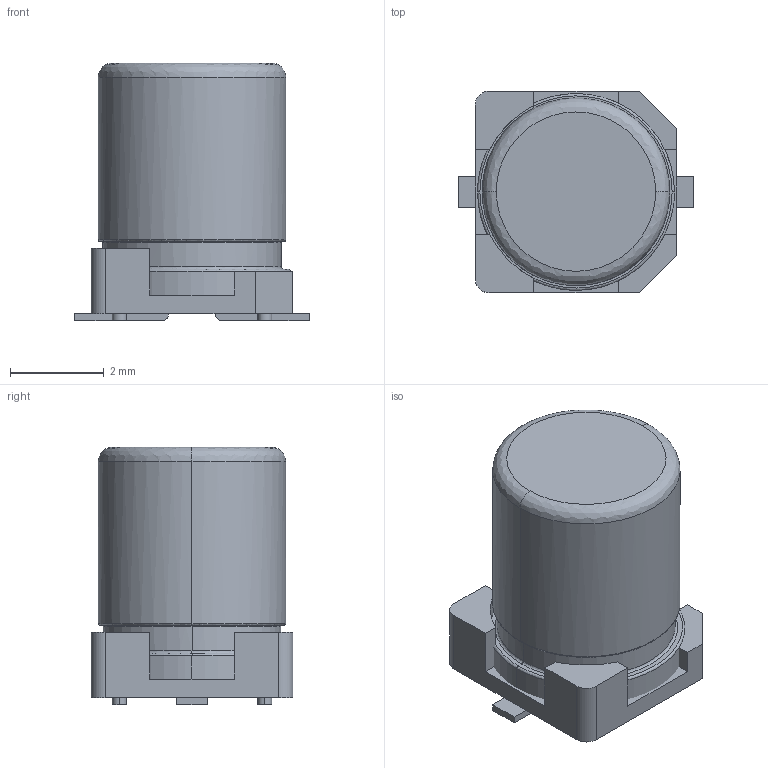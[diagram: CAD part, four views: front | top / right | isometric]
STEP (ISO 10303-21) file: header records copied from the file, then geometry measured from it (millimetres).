
FILE_DESCRIPTION(/* description */ (''),/* implementation_level */ '2;1');
FILE_NAME(/* name */ 'AE_CAP_D40H55',/* time_stamp */ '2022-09-05T18:54:25-04:00',/* author */ (''),/* organization */ (''),/* preprocessor_version */ 'ST-DEVELOPER v16.5',/* originating_system */ 'Rhino 7.19',/* authorisation */ '');
FILE_SCHEMA (('AUTOMOTIVE_DESIGN'));
Length unit declared in the file: millimetre
Products named in the file (1): Document
Bounding box: 5 x 4.3 x 5.5 mm (x, y, z)
Volume: 73 mm3; surface area: 153.8 mm2
Topology: 4 solids, 4 shells, 80 faces, 184 edges, 118 vertices
Faces by surface type: plane 48, cylinder 21, bspline 11
Entity records: 2167 total; most frequent: CARTESIAN_POINT 935, ORIENTED_EDGE 360, EDGE_CURVE 180, VERTEX_POINT 114, EDGE_LOOP 86, ADVANCED_FACE 80, FACE_OUTER_BOUND 80, DIRECTION 75
